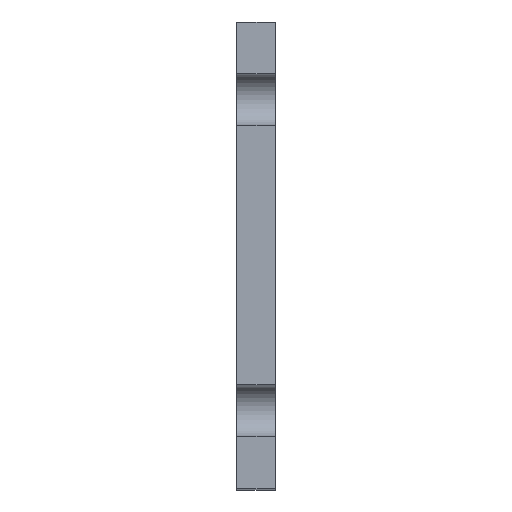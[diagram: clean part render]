
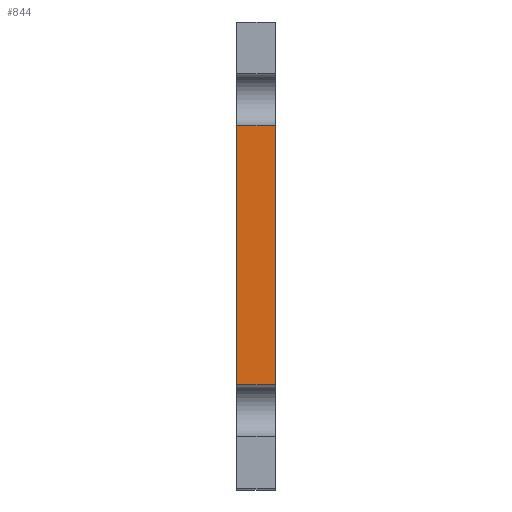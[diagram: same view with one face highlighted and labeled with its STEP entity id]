
A CAD part, top view. The second image highlights one B-rep face of the part: STEP entity #844.
In plain terms, the highlighted face is planar.
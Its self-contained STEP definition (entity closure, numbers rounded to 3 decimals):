
#97=FACE_OUTER_BOUND('',#143,.T.);
#143=EDGE_LOOP('',(#672,#673,#674,#675));
#213=LINE('',#1347,#302);
#224=LINE('',#1377,#313);
#226=LINE('',#1381,#315);
#227=LINE('',#1382,#316);
#302=VECTOR('',#1086,10.);
#313=VECTOR('',#1113,10.);
#315=VECTOR('',#1117,10.);
#316=VECTOR('',#1118,10.);
#397=VERTEX_POINT('',#1344);
#398=VERTEX_POINT('',#1346);
#409=VERTEX_POINT('',#1376);
#410=VERTEX_POINT('',#1380);
#495=EDGE_CURVE('',#398,#397,#213,.T.);
#510=EDGE_CURVE('',#398,#409,#224,.T.);
#512=EDGE_CURVE('',#397,#410,#226,.T.);
#513=EDGE_CURVE('',#410,#409,#227,.T.);
#672=ORIENTED_EDGE('',*,*,#495,.T.);
#673=ORIENTED_EDGE('',*,*,#512,.T.);
#674=ORIENTED_EDGE('',*,*,#513,.T.);
#675=ORIENTED_EDGE('',*,*,#510,.F.);
#809=PLANE('',#928);
#844=ADVANCED_FACE('',(#97),#809,.F.);
#928=AXIS2_PLACEMENT_3D('',#1379,#1115,#1116);
#1086=DIRECTION('',(0.,-1.,0.));
#1113=DIRECTION('',(0.,0.,-1.));
#1115=DIRECTION('center_axis',(-1.,0.,0.));
#1116=DIRECTION('ref_axis',(0.,1.,0.));
#1117=DIRECTION('',(0.,0.,-1.));
#1118=DIRECTION('',(0.,1.,0.));
#1344=CARTESIAN_POINT('',(84.75,86.,-1.5));
#1346=CARTESIAN_POINT('',(84.75,96.,-1.5));
#1347=CARTESIAN_POINT('',(84.75,88.5,-1.5));
#1376=CARTESIAN_POINT('',(84.75,96.,-3.));
#1377=CARTESIAN_POINT('',(84.75,96.,0.));
#1379=CARTESIAN_POINT('Origin',(84.75,86.,0.));
#1380=CARTESIAN_POINT('',(84.75,86.,-3.));
#1381=CARTESIAN_POINT('',(84.75,86.,0.));
#1382=CARTESIAN_POINT('',(84.75,100.,-3.));
